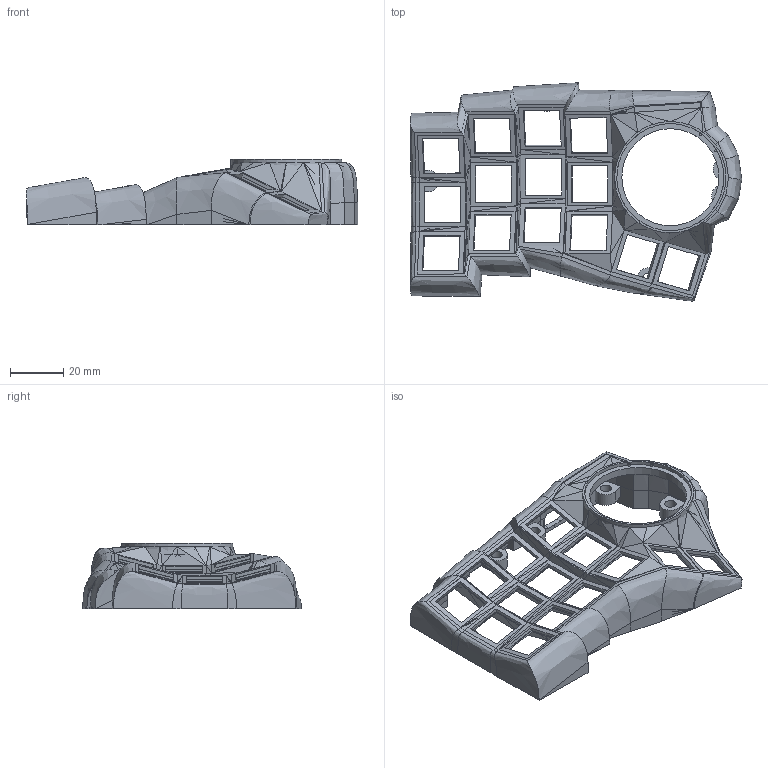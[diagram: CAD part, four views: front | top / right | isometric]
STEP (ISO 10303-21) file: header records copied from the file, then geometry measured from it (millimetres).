
FILE_DESCRIPTION(('FreeCAD Model'),'2;1');
FILE_NAME('Open CASCADE Shape Model','2025-09-09T13:19:45',(''),(''), 'Open CASCADE STEP processor 7.8','FreeCAD','Unknown');
FILE_SCHEMA(('AUTOMOTIVE_DESIGN { 1 0 10303 214 1 1 1 1 }'));
Length unit declared in the file: millimetre
Products named in the file (29): tamatama-v2-caseleft-shifted-mcu-screw-attachment; Walls001; Web001; Switch Holders033; Switch Holders017; Switch Holders018; Switch Holders019; Switch Holders020; Switch Holders021; Switch Holders022; Switch Holders023; Switch Holders024; Switch Holders025; Switch Holders026; Switch Holders027; Switch Holders028; Switch Holders029; Switch Holders030; Switch Holders031; Switch Holders032; Screw Attachments017; Screw Attachments009; Screw Attachments010; Screw Attachments011; Screw Attachments012; Screw Attachments013; Screw Attachments014; Screw Attachments015; Screw Attachments016
Assembly tree (28 placements, depth 3):
  tamatama-v2-caseleft-shifted-mcu-screw-attachment
    Walls001
    Web001
    Switch Holders033
      Switch Holders017
      Switch Holders018
      Switch Holders019
      Switch Holders020
      Switch Holders021
      Switch Holders022
      Switch Holders023
      Switch Holders024
      Switch Holders025
      Switch Holders026
      Switch Holders027
      Switch Holders028
      Switch Holders029
      Switch Holders030
      Switch Holders031
      Switch Holders032
    Screw Attachments017
      Screw Attachments009
      Screw Attachments010
      Screw Attachments011
      Screw Attachments012
      Screw Attachments013
      Screw Attachments014
      Screw Attachments015
      Screw Attachments016
Bounding box: 125.05 x 82.42 x 24.87 mm (x, y, z)
Volume: 22301.7 mm3; surface area: 33065 mm2
Topology: 26 solids, 26 shells, 807 faces, 1698 edges, 892 vertices
Faces by surface type: plane 525, bspline 264, cylinder 18
Full cylindrical faces by diameter (mm): 4.3 x8, 6.4 x1, 36.6 x1, 40.4 x1, 42 x1
Entity records: 25099 total; most frequent: CARTESIAN_POINT 9699, ORIENTED_EDGE 3294, DIRECTION 2235, EDGE_CURVE 1647, LINE 995, VECTOR 995, VERTEX_POINT 892, FACE_BOUND 869
